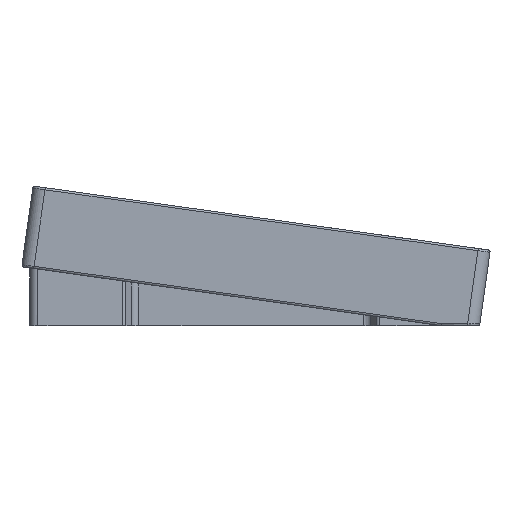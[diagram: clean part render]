
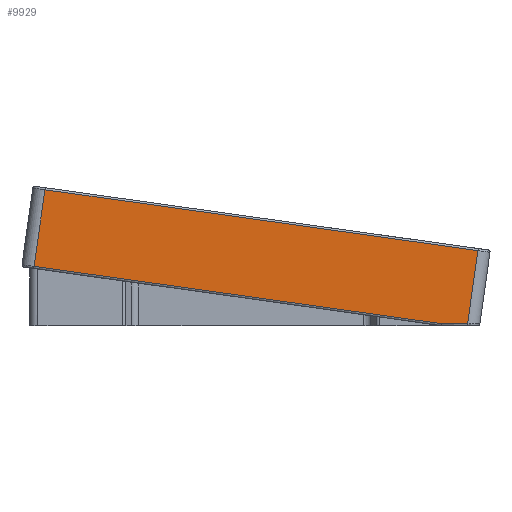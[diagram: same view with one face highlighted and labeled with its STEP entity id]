
A CAD part, left-side view. The second image highlights one B-rep face of the part: STEP entity #9929.
In plain terms, the highlighted planar face has unit normal (-1, 0, 0).
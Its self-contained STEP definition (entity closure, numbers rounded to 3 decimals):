
#1050=FACE_OUTER_BOUND('',#1631,.T.);
#1631=EDGE_LOOP('',(#7023,#7024,#7025,#7026,#7027));
#2305=LINE('',#15067,#3284);
#2308=LINE('',#15083,#3287);
#2315=LINE('',#15100,#3294);
#2320=LINE('',#15127,#3299);
#2343=LINE('',#15308,#3322);
#3284=VECTOR('',#11923,10.);
#3287=VECTOR('',#11944,10.);
#3294=VECTOR('',#11961,10.);
#3299=VECTOR('',#11994,10.);
#3322=VECTOR('',#12155,10.);
#4259=VERTEX_POINT('',#15061);
#4260=VERTEX_POINT('',#15065);
#4264=VERTEX_POINT('',#15081);
#4269=VERTEX_POINT('',#15099);
#4277=VERTEX_POINT('',#15125);
#5276=EDGE_CURVE('',#4259,#4260,#2305,.T.);
#5284=EDGE_CURVE('',#4264,#4259,#2308,.T.);
#5292=EDGE_CURVE('',#4269,#4264,#2315,.T.);
#5306=EDGE_CURVE('',#4277,#4269,#2320,.T.);
#5366=EDGE_CURVE('',#4277,#4260,#2343,.T.);
#7023=ORIENTED_EDGE('',*,*,#5276,.F.);
#7024=ORIENTED_EDGE('',*,*,#5284,.F.);
#7025=ORIENTED_EDGE('',*,*,#5292,.F.);
#7026=ORIENTED_EDGE('',*,*,#5306,.F.);
#7027=ORIENTED_EDGE('',*,*,#5366,.T.);
#9547=PLANE('',#10683);
#9929=ADVANCED_FACE('',(#1050),#9547,.T.);
#10683=AXIS2_PLACEMENT_3D('',#15307,#12153,#12154);
#11923=DIRECTION('',(0.,-1.,0.));
#11944=DIRECTION('',(0.,0.,1.));
#11961=DIRECTION('',(0.,1.,0.));
#11994=DIRECTION('',(0.,0.99,-0.139));
#12153=DIRECTION('center_axis',(-1.,0.,0.));
#12154=DIRECTION('ref_axis',(0.,-1.,0.));
#12155=DIRECTION('',(0.,0.,1.));
#15061=CARTESIAN_POINT('',(14.956,125.92,6.9));
#15065=CARTESIAN_POINT('',(14.956,18.62,6.9));
#15067=CARTESIAN_POINT('',(14.956,99.095,6.9));
#15081=CARTESIAN_POINT('',(14.956,125.92,-12.1));
#15083=CARTESIAN_POINT('',(14.956,125.92,0.));
#15099=CARTESIAN_POINT('',(14.956,24.954,-12.1));
#15100=CARTESIAN_POINT('',(14.956,99.095,-12.1));
#15125=CARTESIAN_POINT('',(14.956,18.62,-11.21));
#15127=CARTESIAN_POINT('',(14.956,68.993,-18.289));
#15307=CARTESIAN_POINT('Origin',(14.956,125.92,0.));
#15308=CARTESIAN_POINT('',(14.956,18.62,0.));
